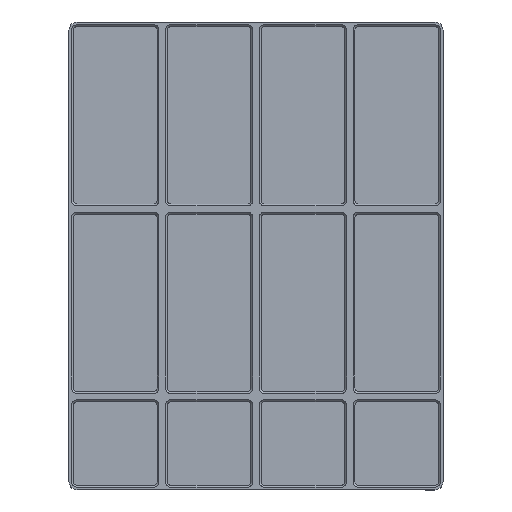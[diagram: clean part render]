
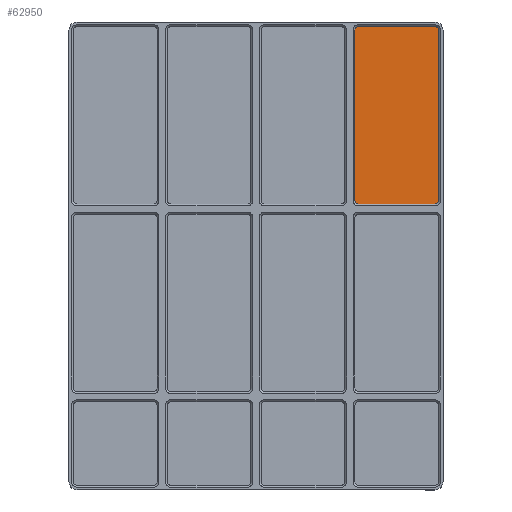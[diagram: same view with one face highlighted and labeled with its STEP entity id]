
A CAD part, top view. The second image highlights one B-rep face of the part: STEP entity #62950.
In plain terms, the highlighted planar face has unit normal (0, 0, 1).
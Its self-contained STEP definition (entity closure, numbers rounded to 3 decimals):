
#55730=CARTESIAN_POINT('',(255.85,291.75,7.));
#55740=VERTEX_POINT('',#55730);
#55770=CARTESIAN_POINT('',(255.85,290.15,7.));
#55780=DIRECTION('',(0.,0.,-1.));
#55790=DIRECTION('',(-1.,0.,0.));
#55800=AXIS2_PLACEMENT_3D('',#55770,#55780,#55790);
#55810=CIRCLE('',#55800,1.6);
#55820=CARTESIAN_POINT('',(254.25,290.15,7.));
#55830=VERTEX_POINT('',#55820);
#55840=EDGE_CURVE('',#55830,#55740,#55810,.T.);
#56150=CARTESIAN_POINT('',(290.15,291.75,7.));
#56160=VERTEX_POINT('',#56150);
#56190=CARTESIAN_POINT('',(257.,291.75,7.));
#56200=DIRECTION('',(1.,0.,0.));
#56210=VECTOR('',#56200,1.);
#56220=LINE('',#56190,#56210);
#56230=EDGE_CURVE('',#55740,#56160,#56220,.T.);
#56460=CARTESIAN_POINT('',(254.25,213.85,7.));
#56470=VERTEX_POINT('',#56460);
#56500=CARTESIAN_POINT('',(255.85,213.85,7.));
#56510=DIRECTION('',(0.,0.,-1.));
#56520=DIRECTION('',(1.,0.,0.));
#56530=AXIS2_PLACEMENT_3D('',#56500,#56510,#56520);
#56540=CIRCLE('',#56530,1.6);
#56550=CARTESIAN_POINT('',(255.85,212.25,7.));
#56560=VERTEX_POINT('',#56550);
#56570=EDGE_CURVE('',#56560,#56470,#56540,.T.);
#56880=CARTESIAN_POINT('',(290.15,212.25,7.));
#56890=VERTEX_POINT('',#56880);
#56920=CARTESIAN_POINT('',(290.15,213.85,7.));
#56930=DIRECTION('',(0.,0.,-1.));
#56940=DIRECTION('',(1.,0.,0.));
#56950=AXIS2_PLACEMENT_3D('',#56920,#56930,#56940);
#56960=CIRCLE('',#56950,1.6);
#56970=CARTESIAN_POINT('',(291.75,213.85,7.));
#56980=VERTEX_POINT('',#56970);
#56990=EDGE_CURVE('',#56980,#56890,#56960,.T.);
#57680=CARTESIAN_POINT('',(291.75,290.15,7.));
#57690=VERTEX_POINT('',#57680);
#57720=CARTESIAN_POINT('',(290.15,290.15,7.));
#57730=DIRECTION('',(0.,0.,-1.));
#57740=DIRECTION('',(-1.,0.,0.));
#57750=AXIS2_PLACEMENT_3D('',#57720,#57730,#57740);
#57760=CIRCLE('',#57750,1.6);
#57770=EDGE_CURVE('',#56160,#57690,#57760,.T.);
#57960=CARTESIAN_POINT('',(254.25,257.,7.));
#57970=DIRECTION('',(0.,1.,0.));
#57980=VECTOR('',#57970,1.);
#57990=LINE('',#57960,#57980);
#58000=EDGE_CURVE('',#56470,#55830,#57990,.T.);
#58170=CARTESIAN_POINT('',(289.,212.25,7.));
#58180=DIRECTION('',(-1.,0.,0.));
#58190=VECTOR('',#58180,1.);
#58200=LINE('',#58170,#58190);
#58210=EDGE_CURVE('',#56890,#56560,#58200,.T.);
#62750=CARTESIAN_POINT('',(273.,273.,7.));
#62760=DIRECTION('',(0.,0.,1.));
#62770=DIRECTION('',(1.,0.,0.));
#62780=AXIS2_PLACEMENT_3D('',#62750,#62760,#62770);
#62790=PLANE('',#62780);
#62800=ORIENTED_EDGE('',*,*,#55840,.F.);
#62810=ORIENTED_EDGE('',*,*,#56230,.F.);
#62820=ORIENTED_EDGE('',*,*,#57770,.F.);
#62830=CARTESIAN_POINT('',(291.75,247.,7.));
#62840=DIRECTION('',(0.,-1.,0.));
#62850=VECTOR('',#62840,1.);
#62860=LINE('',#62830,#62850);
#62870=EDGE_CURVE('',#57690,#56980,#62860,.T.);
#62880=ORIENTED_EDGE('',*,*,#62870,.F.);
#62890=ORIENTED_EDGE('',*,*,#56990,.F.);
#62900=ORIENTED_EDGE('',*,*,#58210,.F.);
#62910=ORIENTED_EDGE('',*,*,#56570,.F.);
#62920=ORIENTED_EDGE('',*,*,#58000,.F.);
#62930=EDGE_LOOP('',(#62920,#62910,#62900,#62890,#62880,#62820,#62810,
#62800));
#62940=FACE_OUTER_BOUND('',#62930,.T.);
#62950=ADVANCED_FACE('',(#62940),#62790,.T.);
